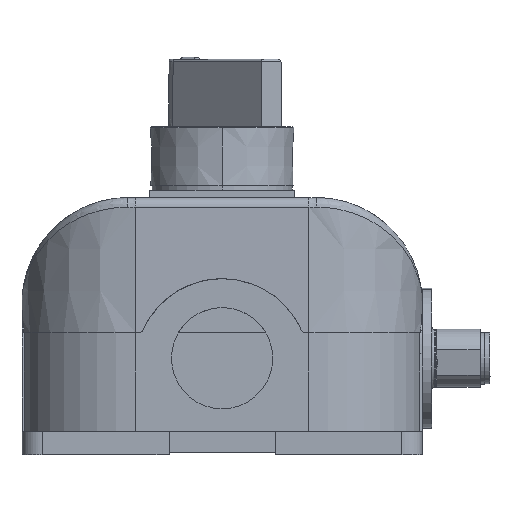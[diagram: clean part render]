
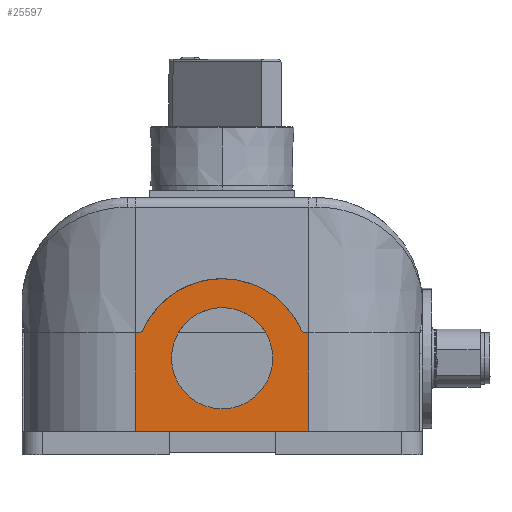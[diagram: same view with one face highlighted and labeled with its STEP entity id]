
A CAD part, front view. The second image highlights one B-rep face of the part: STEP entity #25597.
In plain terms, the highlighted planar face has unit normal (0, -1, 0).
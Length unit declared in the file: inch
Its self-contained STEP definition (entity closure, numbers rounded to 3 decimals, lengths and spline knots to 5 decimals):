
#919 = LINE ( 'NONE', #20521, #15505 ) ;
#939 = CARTESIAN_POINT ( 'NONE',  ( 0.98668, -2.84044, 1.01706 ) ) ;
#2157 = CARTESIAN_POINT ( 'NONE',  ( 2.34252, -2.84044, 0.99606 ) ) ;
#2631 = AXIS2_PLACEMENT_3D ( 'NONE', #13391, #3279, #13080 ) ;
#3279 = DIRECTION ( 'NONE',  ( 0., 1., 0. ) ) ;
#3558 = AXIS2_PLACEMENT_3D ( 'NONE', #27324, #30028, #22336 ) ;
#3762 = PLANE ( 'NONE',  #24419 ) ;
#3985 = LINE ( 'NONE', #18466, #13889 ) ;
#5750 = VERTEX_POINT ( 'NONE', #28399 ) ;
#6028 = ORIENTED_EDGE ( 'NONE', *, *, #8043, .T. ) ;
#6163 = CARTESIAN_POINT ( 'NONE',  ( 0.9252, -2.84044, 0.18898 ) ) ;
#6329 = DIRECTION ( 'NONE',  ( 0., 0., 1. ) ) ;
#6767 = DIRECTION ( 'NONE',  ( 0., 0., 1. ) ) ;
#6850 = DIRECTION ( 'NONE',  ( 0., 0., -1. ) ) ;
#7366 = CARTESIAN_POINT ( 'NONE',  ( 0.9252, -2.84044, 0.18898 ) ) ;
#8043 = EDGE_CURVE ( 'NONE', #27894, #5750, #30840, .T. ) ;
#8107 = CARTESIAN_POINT ( 'NONE',  ( 0.95432, -2.84044, 0.99606 ) ) ;
#8383 = CARTESIAN_POINT ( 'NONE',  ( 1.63386, -2.84044, 0.7874 ) ) ;
#8439 = EDGE_CURVE ( 'NONE', #29851, #20979, #29349, .T. ) ;
#8969 = VERTEX_POINT ( 'NONE', #22900 ) ;
#9127 = DIRECTION ( 'NONE',  ( -1., 0., 0. ) ) ;
#9240 = EDGE_LOOP ( 'NONE', ( #17990, #27742 ) ) ;
#10076 = LINE ( 'NONE', #19896, #24622 ) ;
#10847 = AXIS2_PLACEMENT_3D ( 'NONE', #30781, #16490, #6850 ) ;
#11418 = EDGE_CURVE ( 'NONE', #17664, #8969, #16403, .T. ) ;
#11622 = ORIENTED_EDGE ( 'NONE', *, *, #11962, .T. ) ;
#11962 = EDGE_CURVE ( 'NONE', #31057, #8969, #21515, .T. ) ;
#12527 = ORIENTED_EDGE ( 'NONE', *, *, #28109, .T. ) ;
#12918 = AXIS2_PLACEMENT_3D ( 'NONE', #8383, #24303, #6767 ) ;
#13080 = DIRECTION ( 'NONE',  ( 0., 0., -1. ) ) ;
#13391 = CARTESIAN_POINT ( 'NONE',  ( 0.95432, -2.84044, 1.0315 ) ) ;
#13420 = DIRECTION ( 'NONE',  ( 0., -1., 0. ) ) ;
#13596 = DIRECTION ( 'NONE',  ( 0., 0., 1. ) ) ;
#13889 = VECTOR ( 'NONE', #9127, 39.37008 ) ;
#14155 = DIRECTION ( 'NONE',  ( 0., 0., 1. ) ) ;
#15028 = ORIENTED_EDGE ( 'NONE', *, *, #24047, .T. ) ;
#15212 = CARTESIAN_POINT ( 'NONE',  ( 1.63386, -2.84044, 0.72835 ) ) ;
#15505 = VECTOR ( 'NONE', #13596, 39.37008 ) ;
#15727 = CARTESIAN_POINT ( 'NONE',  ( 1.63386, -2.84044, 1.20079 ) ) ;
#16157 = ORIENTED_EDGE ( 'NONE', *, *, #22166, .T. ) ;
#16241 = ORIENTED_EDGE ( 'NONE', *, *, #22341, .T. ) ;
#16353 = EDGE_LOOP ( 'NONE', ( #16241, #6028, #12527, #16157, #11622, #20976, #17769, #15028 ) ) ;
#16403 = LINE ( 'NONE', #18818, #18333 ) ;
#16490 = DIRECTION ( 'NONE',  ( 0., 1., 0. ) ) ;
#16991 = CIRCLE ( 'NONE', #2631, 0.03543 ) ;
#17664 = VERTEX_POINT ( 'NONE', #7366 ) ;
#17769 = ORIENTED_EDGE ( 'NONE', *, *, #20660, .F. ) ;
#17990 = ORIENTED_EDGE ( 'NONE', *, *, #8439, .T. ) ;
#18333 = VECTOR ( 'NONE', #14155, 39.37008 ) ;
#18466 = CARTESIAN_POINT ( 'NONE',  ( 0.9252, -2.84044, 0.99606 ) ) ;
#18818 = CARTESIAN_POINT ( 'NONE',  ( 0.9252, -2.84044, 0.18898 ) ) ;
#19896 = CARTESIAN_POINT ( 'NONE',  ( 0.9252, -2.84044, 0.18898 ) ) ;
#20340 = VERTEX_POINT ( 'NONE', #2157 ) ;
#20521 = CARTESIAN_POINT ( 'NONE',  ( 2.34252, -2.84044, 0.18898 ) ) ;
#20652 = DIRECTION ( 'NONE',  ( 0., 1., 0. ) ) ;
#20660 = EDGE_CURVE ( 'NONE', #30109, #17664, #10076, .T. ) ;
#20891 = AXIS2_PLACEMENT_3D ( 'NONE', #15212, #13420, #22912 ) ;
#20976 = ORIENTED_EDGE ( 'NONE', *, *, #11418, .F. ) ;
#20979 = VERTEX_POINT ( 'NONE', #21871 ) ;
#21151 = EDGE_CURVE ( 'NONE', #20979, #29851, #27711, .T. ) ;
#21199 = CARTESIAN_POINT ( 'NONE',  ( 0.9252, -2.84044, 0.99606 ) ) ;
#21515 = LINE ( 'NONE', #21199, #28104 ) ;
#21595 = CARTESIAN_POINT ( 'NONE',  ( 2.34252, -2.84044, 0.18898 ) ) ;
#21871 = CARTESIAN_POINT ( 'NONE',  ( 1.63386, -2.84044, 0.37402 ) ) ;
#22166 = EDGE_CURVE ( 'NONE', #28763, #31057, #16991, .T. ) ;
#22336 = DIRECTION ( 'NONE',  ( 0., 0., 1. ) ) ;
#22341 = EDGE_CURVE ( 'NONE', #20340, #27894, #3985, .T. ) ;
#22900 = CARTESIAN_POINT ( 'NONE',  ( 0.9252, -2.84044, 0.99606 ) ) ;
#22901 = FACE_OUTER_BOUND ( 'NONE', #16353, .T. ) ;
#22912 = DIRECTION ( 'NONE',  ( 0., 0., -1. ) ) ;
#24047 = EDGE_CURVE ( 'NONE', #30109, #20340, #919, .T. ) ;
#24303 = DIRECTION ( 'NONE',  ( 0., 1., 0. ) ) ;
#24419 = AXIS2_PLACEMENT_3D ( 'NONE', #6163, #20652, #6329 ) ;
#24622 = VECTOR ( 'NONE', #29836, 39.37008 ) ;
#25597 = ADVANCED_FACE ( 'NONE', ( #28356, #22901 ), #3762, .F. ) ;
#27324 = CARTESIAN_POINT ( 'NONE',  ( 1.63386, -2.84044, 0.7874 ) ) ;
#27711 = CIRCLE ( 'NONE', #3558, 0.41339 ) ;
#27742 = ORIENTED_EDGE ( 'NONE', *, *, #21151, .T. ) ;
#27894 = VERTEX_POINT ( 'NONE', #29831 ) ;
#28104 = VECTOR ( 'NONE', #30988, 39.37008 ) ;
#28109 = EDGE_CURVE ( 'NONE', #5750, #28763, #30625, .T. ) ;
#28356 = FACE_BOUND ( 'NONE', #9240, .T. ) ;
#28399 = CARTESIAN_POINT ( 'NONE',  ( 2.28104, -2.84044, 1.01706 ) ) ;
#28763 = VERTEX_POINT ( 'NONE', #939 ) ;
#29349 = CIRCLE ( 'NONE', #12918, 0.41339 ) ;
#29831 = CARTESIAN_POINT ( 'NONE',  ( 2.3134, -2.84044, 0.99606 ) ) ;
#29836 = DIRECTION ( 'NONE',  ( -1., 0., 0. ) ) ;
#29851 = VERTEX_POINT ( 'NONE', #15727 ) ;
#30028 = DIRECTION ( 'NONE',  ( 0., 1., 0. ) ) ;
#30109 = VERTEX_POINT ( 'NONE', #21595 ) ;
#30625 = CIRCLE ( 'NONE', #20891, 0.70866 ) ;
#30781 = CARTESIAN_POINT ( 'NONE',  ( 2.3134, -2.84044, 1.0315 ) ) ;
#30840 = CIRCLE ( 'NONE', #10847, 0.03543 ) ;
#30988 = DIRECTION ( 'NONE',  ( -1., 0., 0. ) ) ;
#31057 = VERTEX_POINT ( 'NONE', #8107 ) ;
